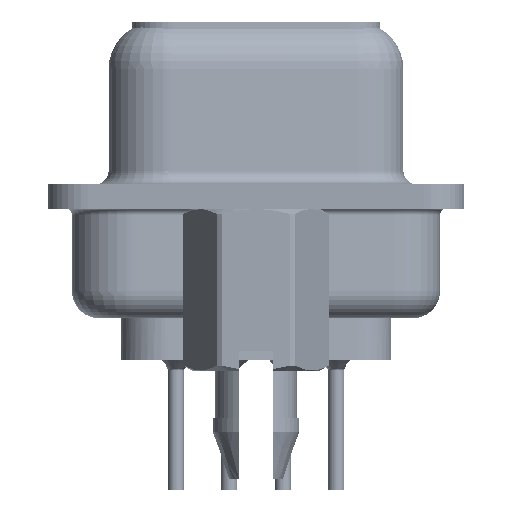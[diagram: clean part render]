
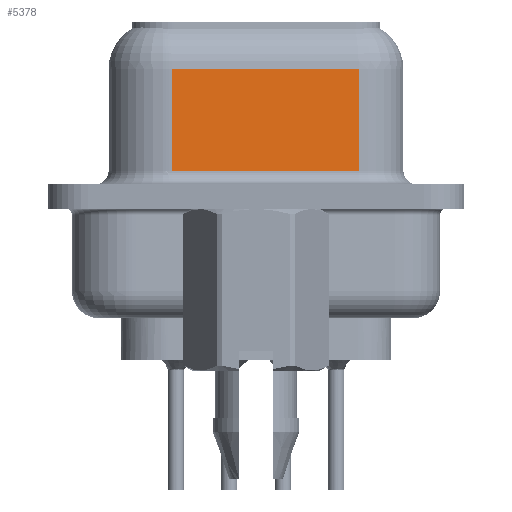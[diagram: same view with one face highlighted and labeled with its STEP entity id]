
A CAD part, left-side view. The second image highlights one B-rep face of the part: STEP entity #5378.
In plain terms, the highlighted planar face has unit normal (-0.985, -0.174, 0).
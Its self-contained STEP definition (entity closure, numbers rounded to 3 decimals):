
#2758 = ORIENTED_EDGE ( 'NONE', *, *, #33918, .T. ) ;
#3816 = ORIENTED_EDGE ( 'NONE', *, *, #45460, .T. ) ;
#5378 = ADVANCED_FACE ( 'NONE', ( #31771 ), #49394, .F. ) ;
#6432 = VERTEX_POINT ( 'NONE', #51731 ) ;
#7838 = DIRECTION ( 'NONE',  ( 0., 0., -1. ) ) ;
#8415 = VERTEX_POINT ( 'NONE', #28617 ) ;
#8507 = DIRECTION ( 'NONE',  ( 0.985, 0.174, 0. ) ) ;
#14513 = VECTOR ( 'NONE', #52081, 1000. ) ;
#16966 = VECTOR ( 'NONE', #7838, 1000. ) ;
#17634 = LINE ( 'NONE', #25668, #57830 ) ;
#25668 = CARTESIAN_POINT ( 'NONE',  ( 5.697, -3.797, 4.7 ) ) ;
#26690 = DIRECTION ( 'NONE',  ( -0.174, 0.985, 0. ) ) ;
#28617 = CARTESIAN_POINT ( 'NONE',  ( 4.48, 3.103, 0.95 ) ) ;
#28695 = VERTEX_POINT ( 'NONE', #44426 ) ;
#29375 = CARTESIAN_POINT ( 'NONE',  ( 4.48, 3.103, 6.45 ) ) ;
#31771 = FACE_OUTER_BOUND ( 'NONE', #35988, .T. ) ;
#31956 = ORIENTED_EDGE ( 'NONE', *, *, #48185, .F. ) ;
#32399 = DIRECTION ( 'NONE',  ( 0.174, -0.985, 0. ) ) ;
#33263 = VECTOR ( 'NONE', #32399, 1000. ) ;
#33918 = EDGE_CURVE ( 'NONE', #6432, #8415, #48465, .T. ) ;
#33966 = CARTESIAN_POINT ( 'NONE',  ( 5.697, -3.797, 0.95 ) ) ;
#35600 = LINE ( 'NONE', #48411, #16966 ) ;
#35988 = EDGE_LOOP ( 'NONE', ( #31956, #3816, #2758, #50778 ) ) ;
#42341 = AXIS2_PLACEMENT_3D ( 'NONE', #54191, #8507, #26690 ) ;
#44426 = CARTESIAN_POINT ( 'NONE',  ( 5.697, -3.797, 4.7 ) ) ;
#45460 = EDGE_CURVE ( 'NONE', #28695, #6432, #17634, .T. ) ;
#47530 = EDGE_CURVE ( 'NONE', #8415, #50205, #50333, .T. ) ;
#48185 = EDGE_CURVE ( 'NONE', #28695, #50205, #35600, .T. ) ;
#48411 = CARTESIAN_POINT ( 'NONE',  ( 5.697, -3.797, 6.45 ) ) ;
#48465 = LINE ( 'NONE', #29375, #14513 ) ;
#49394 = PLANE ( 'NONE',  #42341 ) ;
#50205 = VERTEX_POINT ( 'NONE', #33966 ) ;
#50333 = LINE ( 'NONE', #55422, #33263 ) ;
#50778 = ORIENTED_EDGE ( 'NONE', *, *, #47530, .T. ) ;
#51731 = CARTESIAN_POINT ( 'NONE',  ( 4.48, 3.103, 4.7 ) ) ;
#52081 = DIRECTION ( 'NONE',  ( 0., 0., -1. ) ) ;
#54191 = CARTESIAN_POINT ( 'NONE',  ( 5.697, -3.797, 6.45 ) ) ;
#55422 = CARTESIAN_POINT ( 'NONE',  ( 5.697, -3.797, 0.95 ) ) ;
#57830 = VECTOR ( 'NONE', #58252, 1000. ) ;
#58252 = DIRECTION ( 'NONE',  ( -0.174, 0.985, 0. ) ) ;
